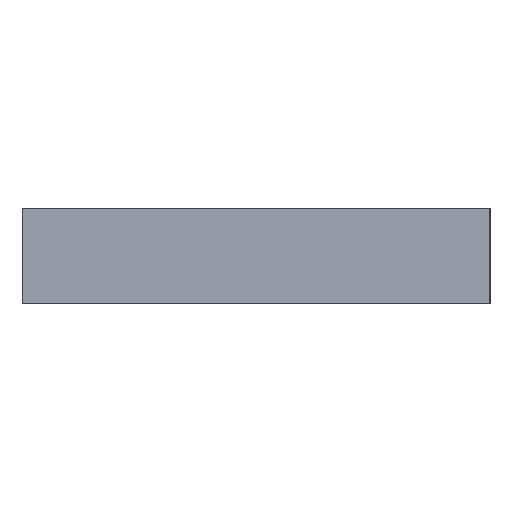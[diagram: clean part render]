
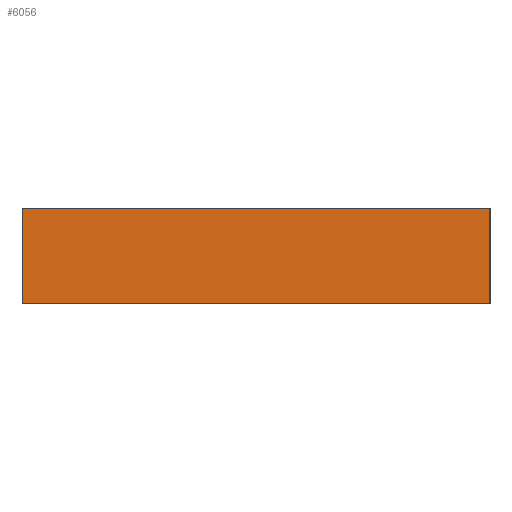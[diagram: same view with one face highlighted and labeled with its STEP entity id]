
A CAD part, left-side view. The second image highlights one B-rep face of the part: STEP entity #6056.
In plain terms, the highlighted planar face has unit normal (-1, 0, 0).
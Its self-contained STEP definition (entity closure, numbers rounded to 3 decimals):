
#658=FACE_OUTER_BOUND('',#992,.T.);
#992=EDGE_LOOP('',(#5205,#5206,#5207,#5208));
#1568=LINE('',#10282,#2190);
#1587=LINE('',#10319,#2209);
#1589=LINE('',#10323,#2211);
#1594=LINE('',#10332,#2216);
#2190=VECTOR('',#7304,10.);
#2209=VECTOR('',#7335,10.);
#2211=VECTOR('',#7339,10.);
#2216=VECTOR('',#7350,10.);
#2765=VERTEX_POINT('',#10279);
#2766=VERTEX_POINT('',#10281);
#2778=VERTEX_POINT('',#10317);
#2779=VERTEX_POINT('',#10321);
#3570=EDGE_CURVE('',#2765,#2766,#1568,.T.);
#3589=EDGE_CURVE('',#2778,#2765,#1587,.T.);
#3591=EDGE_CURVE('',#2779,#2778,#1589,.T.);
#3596=EDGE_CURVE('',#2779,#2766,#1594,.T.);
#5205=ORIENTED_EDGE('',*,*,#3591,.F.);
#5206=ORIENTED_EDGE('',*,*,#3596,.T.);
#5207=ORIENTED_EDGE('',*,*,#3570,.F.);
#5208=ORIENTED_EDGE('',*,*,#3589,.F.);
#5477=PLANE('',#6328);
#6056=ADVANCED_FACE('',(#658),#5477,.T.);
#6328=AXIS2_PLACEMENT_3D('',#10331,#7348,#7349);
#7304=DIRECTION('',(0.,-1.,0.));
#7335=DIRECTION('',(0.,0.,1.));
#7339=DIRECTION('',(0.,1.,0.));
#7348=DIRECTION('center_axis',(-1.,0.,0.));
#7349=DIRECTION('ref_axis',(0.,-1.,0.));
#7350=DIRECTION('',(0.,0.,1.));
#10279=CARTESIAN_POINT('',(-0.3,0.325,3.2));
#10281=CARTESIAN_POINT('',(-0.3,-0.325,3.2));
#10282=CARTESIAN_POINT('',(-0.3,-0.325,3.2));
#10317=CARTESIAN_POINT('',(-0.3,0.325,0.));
#10319=CARTESIAN_POINT('',(-0.3,0.325,0.));
#10321=CARTESIAN_POINT('',(-0.3,-0.325,0.));
#10323=CARTESIAN_POINT('',(-0.3,-0.325,0.));
#10331=CARTESIAN_POINT('Origin',(-0.3,0.325,0.));
#10332=CARTESIAN_POINT('',(-0.3,-0.325,0.));
